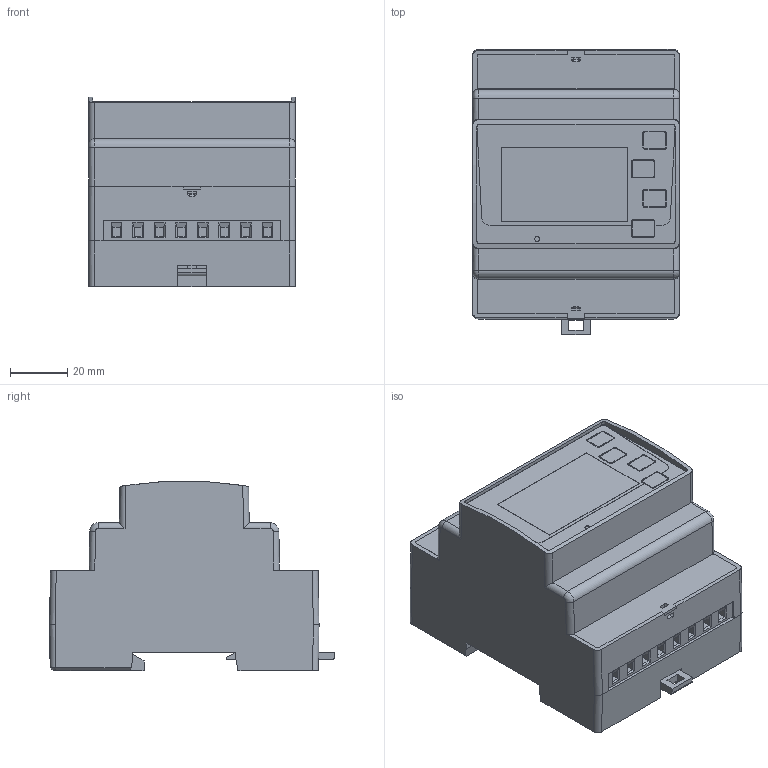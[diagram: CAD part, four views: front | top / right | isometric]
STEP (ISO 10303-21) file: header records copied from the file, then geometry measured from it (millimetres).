
FILE_DESCRIPTION(('CATIA V5 STEP Exchange','CAx-IF Rec.Pracs.--- Model Styling and Organization---1.4--- 2014-01-23'),'2;1');
FILE_NAME ('1175389-2_2', '2023-05-24T11:07:55+00:00', ('none'), ('Weidmueller'), 'CATIA Version 5-6 Release 2016 SP3 HF44', 'CATIA V5 STEP AP214', 'none');
FILE_SCHEMA(('AUTOMOTIVE_DESIGN { 1 0 10303 214 1 1 1 1 }'));
Length unit declared in the file: millimetre
Products named in the file (1): S3D_EM120_RTU_2P
Bounding box: 72 x 99.22 x 65.93 mm (x, y, z)
Volume: 325364.3 mm3; surface area: 49077.2 mm2
Topology: 14 solids, 14 shells, 730 faces, 1875 edges, 1215 vertices
Faces by surface type: plane 530, cylinder 174, extrusion 16, torus 6, bspline 4
Entity records: 22360 total; most frequent: CARTESIAN_POINT 4821, ORIENTED_EDGE 3750, DIRECTION 2821, EDGE_CURVE 1875, VECTOR 1391, LINE 1375, VERTEX_POINT 1215, AXIS2_PLACEMENT_3D 868
